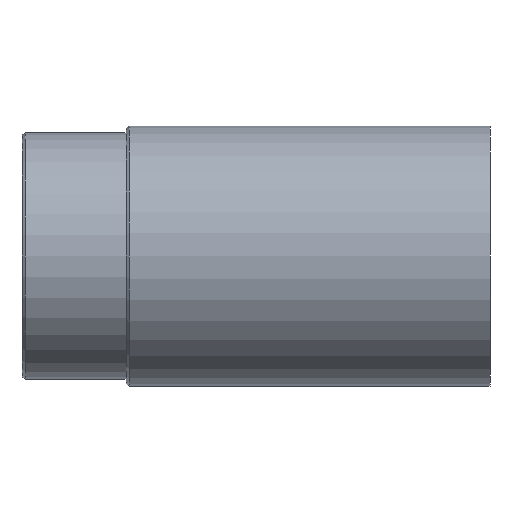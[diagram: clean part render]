
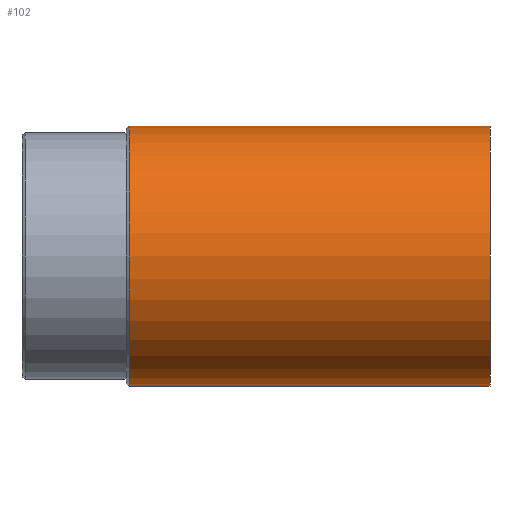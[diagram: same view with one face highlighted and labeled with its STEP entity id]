
A CAD part, front view. The second image highlights one B-rep face of the part: STEP entity #102.
In plain terms, the highlighted cylindrical face has radius 7.5 mm (diameter 15 mm), a partial arc.
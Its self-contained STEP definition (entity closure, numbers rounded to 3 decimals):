
#9 = EDGE_CURVE ( 'NONE', #235, #367, #35, .T. ) ;
#23 = VERTEX_POINT ( 'NONE', #210 ) ;
#24 = VECTOR ( 'NONE', #303, 1000. ) ;
#35 = CIRCLE ( 'NONE', #124, 7.5 ) ;
#60 = CARTESIAN_POINT ( 'NONE',  ( 0., 0., 0. ) ) ;
#65 = CARTESIAN_POINT ( 'NONE',  ( 0., 0., 7.5 ) ) ;
#75 = VERTEX_POINT ( 'NONE', #279 ) ;
#99 = FACE_OUTER_BOUND ( 'NONE', #265, .T. ) ;
#102 = ADVANCED_FACE ( 'NONE', ( #99 ), #240, .T. ) ;
#111 = AXIS2_PLACEMENT_3D ( 'NONE', #60, #191, #212 ) ;
#117 = ORIENTED_EDGE ( 'NONE', *, *, #9, .T. ) ;
#124 = AXIS2_PLACEMENT_3D ( 'NONE', #272, #293, #239 ) ;
#146 = EDGE_CURVE ( 'NONE', #367, #75, #361, .T. ) ;
#149 = CARTESIAN_POINT ( 'NONE',  ( 0., 0., -7.5 ) ) ;
#154 = ORIENTED_EDGE ( 'NONE', *, *, #146, .T. ) ;
#166 = ORIENTED_EDGE ( 'NONE', *, *, #354, .F. ) ;
#172 = EDGE_CURVE ( 'NONE', #75, #23, #234, .T. ) ;
#182 = CARTESIAN_POINT ( 'NONE',  ( 27., 0., 7.5 ) ) ;
#191 = DIRECTION ( 'NONE',  ( -1., 0., 0. ) ) ;
#210 = CARTESIAN_POINT ( 'NONE',  ( 6.2, 0., -7.5 ) ) ;
#212 = DIRECTION ( 'NONE',  ( 0., 0., 1. ) ) ;
#214 = DIRECTION ( 'NONE',  ( 1., 0., 0. ) ) ;
#215 = CARTESIAN_POINT ( 'NONE',  ( 6.2, 0., 0. ) ) ;
#225 = VECTOR ( 'NONE', #376, 1000. ) ;
#229 = LINE ( 'NONE', #149, #225 ) ;
#234 = CIRCLE ( 'NONE', #242, 7.5 ) ;
#235 = VERTEX_POINT ( 'NONE', #366 ) ;
#239 = DIRECTION ( 'NONE',  ( 0., 0., 1. ) ) ;
#240 = CYLINDRICAL_SURFACE ( 'NONE', #111, 7.5 ) ;
#242 = AXIS2_PLACEMENT_3D ( 'NONE', #215, #214, #365 ) ;
#265 = EDGE_LOOP ( 'NONE', ( #166, #117, #154, #314 ) ) ;
#272 = CARTESIAN_POINT ( 'NONE',  ( 27., 0., 0. ) ) ;
#279 = CARTESIAN_POINT ( 'NONE',  ( 6.2, 0., 7.5 ) ) ;
#293 = DIRECTION ( 'NONE',  ( -1., 0., 0. ) ) ;
#303 = DIRECTION ( 'NONE',  ( -1., 0., 0. ) ) ;
#314 = ORIENTED_EDGE ( 'NONE', *, *, #172, .T. ) ;
#354 = EDGE_CURVE ( 'NONE', #235, #23, #229, .T. ) ;
#361 = LINE ( 'NONE', #65, #24 ) ;
#365 = DIRECTION ( 'NONE',  ( 0., 0., -1. ) ) ;
#366 = CARTESIAN_POINT ( 'NONE',  ( 27., 0., -7.5 ) ) ;
#367 = VERTEX_POINT ( 'NONE', #182 ) ;
#376 = DIRECTION ( 'NONE',  ( -1., 0., 0. ) ) ;
